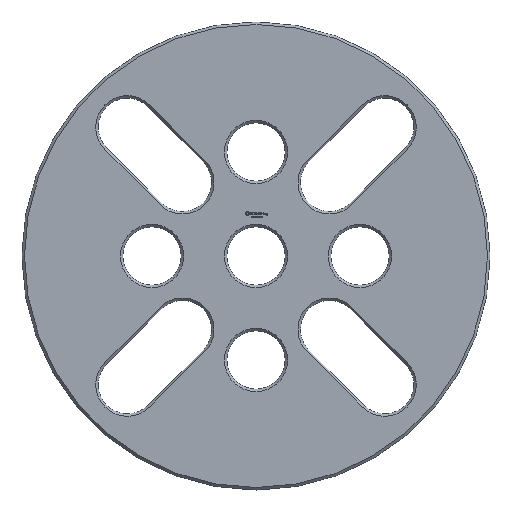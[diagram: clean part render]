
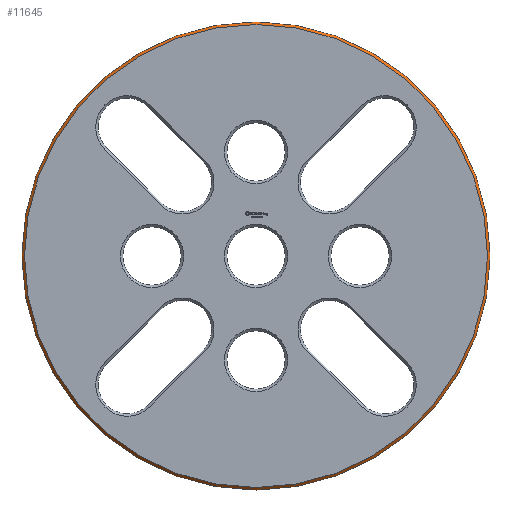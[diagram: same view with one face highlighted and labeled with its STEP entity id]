
A CAD part, top view. The second image highlights one B-rep face of the part: STEP entity #11645.
In plain terms, the highlighted conical face has half-angle 45 degrees and reference radius 28.125 mm.
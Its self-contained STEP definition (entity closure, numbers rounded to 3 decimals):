
#21 = EDGE_CURVE('',#22,#22,#24,.T.);
#22 = VERTEX_POINT('',#23);
#23 = CARTESIAN_POINT('',(27.825,0.,3.125));
#24 = SURFACE_CURVE('',#25,(#30,#42),.PCURVE_S1.);
#25 = CIRCLE('',#26,27.825);
#26 = AXIS2_PLACEMENT_3D('',#27,#28,#29);
#27 = CARTESIAN_POINT('',(0.,0.,3.125));
#28 = DIRECTION('',(0.,0.,-1.));
#29 = DIRECTION('',(1.,0.,0.));
#30 = PCURVE('',#31,#36);
#31 = PLANE('',#32);
#32 = AXIS2_PLACEMENT_3D('',#33,#34,#35);
#33 = CARTESIAN_POINT('',(0.,0.,3.125));
#34 = DIRECTION('',(0.,0.,-1.));
#35 = DIRECTION('',(1.,0.,0.));
#36 = DEFINITIONAL_REPRESENTATION('',(#37),#41);
#37 = CIRCLE('',#38,27.825);
#38 = AXIS2_PLACEMENT_2D('',#39,#40);
#39 = CARTESIAN_POINT('',(0.,0.));
#40 = DIRECTION('',(1.,0.));
#41 = ( GEOMETRIC_REPRESENTATION_CONTEXT(2) 
PARAMETRIC_REPRESENTATION_CONTEXT() REPRESENTATION_CONTEXT('2D SPACE',''
  ) );
#42 = PCURVE('',#43,#48);
#43 = CONICAL_SURFACE('',#44,28.125,0.785);
#44 = AXIS2_PLACEMENT_3D('',#45,#46,#47);
#45 = CARTESIAN_POINT('',(0.,0.,2.825));
#46 = DIRECTION('',(0.,0.,-1.));
#47 = DIRECTION('',(1.,0.,0.));
#48 = DEFINITIONAL_REPRESENTATION('',(#49),#53);
#49 = LINE('',#50,#51);
#50 = CARTESIAN_POINT('',(0.,-0.3));
#51 = VECTOR('',#52,1.);
#52 = DIRECTION('',(1.,-0.));
#53 = ( GEOMETRIC_REPRESENTATION_CONTEXT(2) 
PARAMETRIC_REPRESENTATION_CONTEXT() REPRESENTATION_CONTEXT('2D SPACE',''
  ) );
#11645 = ADVANCED_FACE('',(#11646),#43,.T.);
#11646 = FACE_BOUND('',#11647,.F.);
#11647 = EDGE_LOOP('',(#11648,#11677,#11698,#11699));
#11648 = ORIENTED_EDGE('',*,*,#11649,.T.);
#11649 = EDGE_CURVE('',#11650,#11650,#11652,.T.);
#11650 = VERTEX_POINT('',#11651);
#11651 = CARTESIAN_POINT('',(28.125,0.,2.825));
#11652 = SURFACE_CURVE('',#11653,(#11658,#11665),.PCURVE_S1.);
#11653 = CIRCLE('',#11654,28.125);
#11654 = AXIS2_PLACEMENT_3D('',#11655,#11656,#11657);
#11655 = CARTESIAN_POINT('',(0.,0.,2.825));
#11656 = DIRECTION('',(0.,0.,-1.));
#11657 = DIRECTION('',(1.,0.,0.));
#11658 = PCURVE('',#43,#11659);
#11659 = DEFINITIONAL_REPRESENTATION('',(#11660),#11664);
#11660 = LINE('',#11661,#11662);
#11661 = CARTESIAN_POINT('',(0.,-0.));
#11662 = VECTOR('',#11663,1.);
#11663 = DIRECTION('',(1.,-0.));
#11664 = ( GEOMETRIC_REPRESENTATION_CONTEXT(2) 
PARAMETRIC_REPRESENTATION_CONTEXT() REPRESENTATION_CONTEXT('2D SPACE',''
  ) );
#11665 = PCURVE('',#11666,#11671);
#11666 = CYLINDRICAL_SURFACE('',#11667,28.125);
#11667 = AXIS2_PLACEMENT_3D('',#11668,#11669,#11670);
#11668 = CARTESIAN_POINT('',(0.,0.,2.325));
#11669 = DIRECTION('',(0.,0.,1.));
#11670 = DIRECTION('',(1.,0.,0.));
#11671 = DEFINITIONAL_REPRESENTATION('',(#11672),#11676);
#11672 = LINE('',#11673,#11674);
#11673 = CARTESIAN_POINT('',(-0.,0.5));
#11674 = VECTOR('',#11675,1.);
#11675 = DIRECTION('',(-1.,0.));
#11676 = ( GEOMETRIC_REPRESENTATION_CONTEXT(2) 
PARAMETRIC_REPRESENTATION_CONTEXT() REPRESENTATION_CONTEXT('2D SPACE',''
  ) );
#11677 = ORIENTED_EDGE('',*,*,#11678,.T.);
#11678 = EDGE_CURVE('',#11650,#22,#11679,.T.);
#11679 = SEAM_CURVE('',#11680,(#11684,#11691),.PCURVE_S1.);
#11680 = LINE('',#11681,#11682);
#11681 = CARTESIAN_POINT('',(28.125,0.,2.825));
#11682 = VECTOR('',#11683,1.);
#11683 = DIRECTION('',(-0.707,0.,
    0.707));
#11684 = PCURVE('',#43,#11685);
#11685 = DEFINITIONAL_REPRESENTATION('',(#11686),#11690);
#11686 = LINE('',#11687,#11688);
#11687 = CARTESIAN_POINT('',(0.,-0.));
#11688 = VECTOR('',#11689,1.);
#11689 = DIRECTION('',(0.,-1.));
#11690 = ( GEOMETRIC_REPRESENTATION_CONTEXT(2) 
PARAMETRIC_REPRESENTATION_CONTEXT() REPRESENTATION_CONTEXT('2D SPACE',''
  ) );
#11691 = PCURVE('',#43,#11692);
#11692 = DEFINITIONAL_REPRESENTATION('',(#11693),#11697);
#11693 = LINE('',#11694,#11695);
#11694 = CARTESIAN_POINT('',(6.283,-0.));
#11695 = VECTOR('',#11696,1.);
#11696 = DIRECTION('',(0.,-1.));
#11697 = ( GEOMETRIC_REPRESENTATION_CONTEXT(2) 
PARAMETRIC_REPRESENTATION_CONTEXT() REPRESENTATION_CONTEXT('2D SPACE',''
  ) );
#11698 = ORIENTED_EDGE('',*,*,#21,.F.);
#11699 = ORIENTED_EDGE('',*,*,#11678,.F.);
